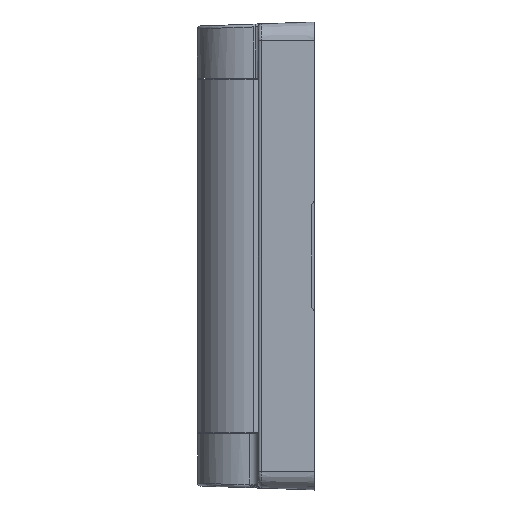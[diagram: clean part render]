
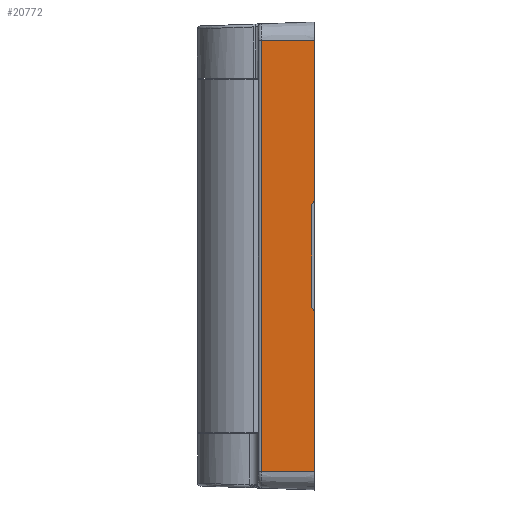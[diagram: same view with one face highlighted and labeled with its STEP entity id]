
A CAD part, left-side view. The second image highlights one B-rep face of the part: STEP entity #20772.
In plain terms, the highlighted planar face has unit normal (-0.999, 0.035, 0).
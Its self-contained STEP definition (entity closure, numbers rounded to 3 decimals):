
#14209 = VECTOR ( 'NONE', #16425, 1000. ) ;
#14315 = AXIS2_PLACEMENT_3D ( 'NONE', #16752, #16753, #16754 ) ;
#14316 = FACE_OUTER_BOUND ( 'NONE', #21788, .T. ) ;
#14689 = VECTOR ( 'NONE', #18150, 1000. ) ;
#14690 = VECTOR ( 'NONE', #18153, 1000. ) ;
#14691 = VECTOR ( 'NONE', #18156, 1000. ) ;
#14692 = VECTOR ( 'NONE', #18159, 1000. ) ;
#14693 = VECTOR ( 'NONE', #18162, 1000. ) ;
#14694 = VECTOR ( 'NONE', #18165, 1000. ) ;
#14696 = VECTOR ( 'NONE', #18168, 1000. ) ;
#16119 = EDGE_CURVE ( 'NONE', #21755, #21756, #16423, .T. ) ;
#16423 = LINE ( 'NONE', #16424, #14209 ) ;
#16424 = CARTESIAN_POINT ( 'NONE',  ( -18., -6.5, 25. ) ) ;
#16425 = DIRECTION ( 'NONE',  ( 0., 0., -1. ) ) ;
#16751 = PLANE ( 'NONE',  #14315 ) ;
#16752 = CARTESIAN_POINT ( 'NONE',  ( -18., -6.5, 25. ) ) ;
#16753 = DIRECTION ( 'NONE',  ( -0.999, 0.035, 0. ) ) ;
#16754 = DIRECTION ( 'NONE',  ( -0.035, -0.999, 0. ) ) ;
#18148 = LINE ( 'NONE', #18149, #14689 ) ;
#18149 = CARTESIAN_POINT ( 'NONE',  ( -17.523, 7.172, 16.787 ) ) ;
#18150 = DIRECTION ( 'NONE',  ( 0.018, 0.514, 0.857 ) ) ;
#18151 = LINE ( 'NONE', #18152, #14690 ) ;
#18152 = CARTESIAN_POINT ( 'NONE',  ( -18., -6.5, 25. ) ) ;
#18153 = DIRECTION ( 'NONE',  ( 0., 0., -1. ) ) ;
#18154 = LINE ( 'NONE', #18155, #14691 ) ;
#18155 = CARTESIAN_POINT ( 'NONE',  ( -17.99, -6.2, 25. ) ) ;
#18156 = DIRECTION ( 'NONE',  ( 0., 0., 1. ) ) ;
#18157 = LINE ( 'NONE', #18158, #14692 ) ;
#18158 = CARTESIAN_POINT ( 'NONE',  ( -18.293, -14.88, 19.966 ) ) ;
#18159 = DIRECTION ( 'NONE',  ( -0.018, -0.514, 0.857 ) ) ;
#18160 = LINE ( 'NONE', #18161, #14693 ) ;
#18161 = CARTESIAN_POINT ( 'NONE',  ( -18., -6.5, 23. ) ) ;
#18162 = DIRECTION ( 'NONE',  ( 0.035, 0.999, 0. ) ) ;
#18163 = LINE ( 'NONE', #18164, #14694 ) ;
#18164 = CARTESIAN_POINT ( 'NONE',  ( -17.801, -0.79, 25. ) ) ;
#18165 = DIRECTION ( 'NONE',  ( 0., 0., -1. ) ) ;
#18166 = LINE ( 'NONE', #18167, #14696 ) ;
#18167 = CARTESIAN_POINT ( 'NONE',  ( -18., -6.5, -23. ) ) ;
#18168 = DIRECTION ( 'NONE',  ( -0.035, -0.999, 0. ) ) ;
#18473 = CARTESIAN_POINT ( 'NONE',  ( -18., -6.5, 23. ) ) ;
#18474 = CARTESIAN_POINT ( 'NONE',  ( -18., -6.5, 6. ) ) ;
#20159 = CARTESIAN_POINT ( 'NONE',  ( -18., -6.5, -6. ) ) ;
#20160 = CARTESIAN_POINT ( 'NONE',  ( -18., -6.5, -23. ) ) ;
#20161 = CARTESIAN_POINT ( 'NONE',  ( -17.99, -6.2, -5.5 ) ) ;
#20162 = CARTESIAN_POINT ( 'NONE',  ( -17.99, -6.2, 5.5 ) ) ;
#20163 = CARTESIAN_POINT ( 'NONE',  ( -17.801, -0.79, 23. ) ) ;
#20164 = CARTESIAN_POINT ( 'NONE',  ( -17.801, -0.79, -23. ) ) ;
#20772 = ADVANCED_FACE ( 'NONE', ( #14316 ), #16751, .T. ) ;
#21554 = EDGE_CURVE ( 'NONE', #22573, #22575, #18148, .T. ) ;
#21555 = EDGE_CURVE ( 'NONE', #22573, #22574, #18151, .T. ) ;
#21556 = EDGE_CURVE ( 'NONE', #22575, #22576, #18154, .T. ) ;
#21557 = EDGE_CURVE ( 'NONE', #22576, #21756, #18157, .T. ) ;
#21558 = EDGE_CURVE ( 'NONE', #21755, #22577, #18160, .T. ) ;
#21559 = EDGE_CURVE ( 'NONE', #22577, #22578, #18163, .T. ) ;
#21560 = EDGE_CURVE ( 'NONE', #22578, #22574, #18166, .T. ) ;
#21755 = VERTEX_POINT ( 'NONE', #18473 ) ;
#21756 = VERTEX_POINT ( 'NONE', #18474 ) ;
#21788 = EDGE_LOOP ( 'NONE', ( #21813, #21815, #21814, #21816, #21817, #21818, #21820, #21819 ) ) ;
#21813 = ORIENTED_EDGE ( 'NONE', *, *, #21555, .F. ) ;
#21814 = ORIENTED_EDGE ( 'NONE', *, *, #21556, .T. ) ;
#21815 = ORIENTED_EDGE ( 'NONE', *, *, #21554, .T. ) ;
#21816 = ORIENTED_EDGE ( 'NONE', *, *, #21557, .T. ) ;
#21817 = ORIENTED_EDGE ( 'NONE', *, *, #16119, .F. ) ;
#21818 = ORIENTED_EDGE ( 'NONE', *, *, #21558, .T. ) ;
#21819 = ORIENTED_EDGE ( 'NONE', *, *, #21560, .T. ) ;
#21820 = ORIENTED_EDGE ( 'NONE', *, *, #21559, .T. ) ;
#22573 = VERTEX_POINT ( 'NONE', #20159 ) ;
#22574 = VERTEX_POINT ( 'NONE', #20160 ) ;
#22575 = VERTEX_POINT ( 'NONE', #20161 ) ;
#22576 = VERTEX_POINT ( 'NONE', #20162 ) ;
#22577 = VERTEX_POINT ( 'NONE', #20163 ) ;
#22578 = VERTEX_POINT ( 'NONE', #20164 ) ;
